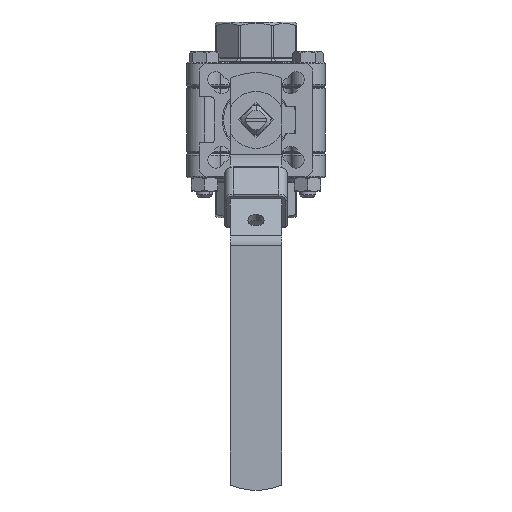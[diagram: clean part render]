
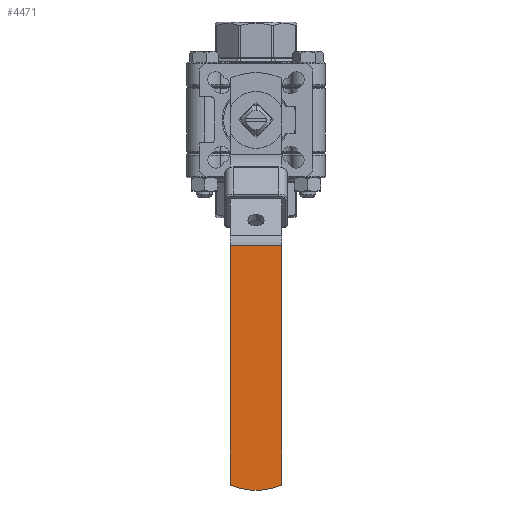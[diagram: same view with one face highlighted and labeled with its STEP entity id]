
A CAD part, left-side view. The second image highlights one B-rep face of the part: STEP entity #4471.
In plain terms, the highlighted face is planar.
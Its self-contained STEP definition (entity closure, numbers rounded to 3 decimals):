
#4257 = VERTEX_POINT ( 'NONE', #17820 ) ;
#4259 = EDGE_CURVE ( 'NONE', #4257, #4260, #17819, .T. ) ;
#4260 = VERTEX_POINT ( 'NONE', #17815 ) ;
#4276 = VERTEX_POINT ( 'NONE', #17904 ) ;
#4278 = EDGE_CURVE ( 'NONE', #4279, #4276, #17903, .T. ) ;
#4279 = VERTEX_POINT ( 'NONE', #17899 ) ;
#4471 = ADVANCED_FACE ( 'NONE', ( #14558 ), #14563, .F. ) ;
#4472 = EDGE_LOOP ( 'NONE', ( #4473, #4475, #4476, #4478 ) ) ;
#4473 = ORIENTED_EDGE ( 'NONE', *, *, #4474, .T. ) ;
#4474 = EDGE_CURVE ( 'NONE', #4257, #4279, #14610, .T. ) ;
#4475 = ORIENTED_EDGE ( 'NONE', *, *, #4278, .T. ) ;
#4476 = ORIENTED_EDGE ( 'NONE', *, *, #4477, .F. ) ;
#4477 = EDGE_CURVE ( 'NONE', #4260, #4276, #14618, .T. ) ;
#4478 = ORIENTED_EDGE ( 'NONE', *, *, #4259, .F. ) ;
#14532 = DIRECTION ( 'NONE',  ( 0., 0., -1. ) ) ;
#14533 = VECTOR ( 'NONE', #14532, 1000. ) ;
#14534 = CARTESIAN_POINT ( 'NONE',  ( 46.328, 29.5, 9.5 ) ) ;
#14557 = AXIS2_PLACEMENT_3D ( 'NONE', #14613, #14612, #14611 ) ;
#14558 = FACE_OUTER_BOUND ( 'NONE', #4472, .T. ) ;
#14563 = PLANE ( 'NONE',  #14557 ) ;
#14610 = CIRCLE ( 'NONE', #14617, 25. ) ;
#14611 = DIRECTION ( 'NONE',  ( 0., 0., -1. ) ) ;
#14612 = DIRECTION ( 'NONE',  ( 0., -1., 0. ) ) ;
#14613 = CARTESIAN_POINT ( 'NONE',  ( 46.328, 29.5, 9.5 ) ) ;
#14614 = DIRECTION ( 'NONE',  ( 0., 0., 1. ) ) ;
#14615 = DIRECTION ( 'NONE',  ( 0., 1., 0. ) ) ;
#14616 = CARTESIAN_POINT ( 'NONE',  ( 112., 29.5, 0. ) ) ;
#14617 = AXIS2_PLACEMENT_3D ( 'NONE', #14616, #14615, #14614 ) ;
#14618 = LINE ( 'NONE', #14534, #14533 ) ;
#17815 = CARTESIAN_POINT ( 'NONE',  ( 46.328, 29.5, 9.5 ) ) ;
#17816 = DIRECTION ( 'NONE',  ( -1., 0., 0. ) ) ;
#17817 = VECTOR ( 'NONE', #17816, 1000. ) ;
#17818 = CARTESIAN_POINT ( 'NONE',  ( 46.328, 29.5, 9.5 ) ) ;
#17819 = LINE ( 'NONE', #17818, #17817 ) ;
#17820 = CARTESIAN_POINT ( 'NONE',  ( 135.125, 29.5, 9.5 ) ) ;
#17899 = CARTESIAN_POINT ( 'NONE',  ( 135.125, 29.5, -9.5 ) ) ;
#17900 = DIRECTION ( 'NONE',  ( -1., 0., 0. ) ) ;
#17901 = VECTOR ( 'NONE', #17900, 1000. ) ;
#17902 = CARTESIAN_POINT ( 'NONE',  ( 46.328, 29.5, -9.5 ) ) ;
#17903 = LINE ( 'NONE', #17902, #17901 ) ;
#17904 = CARTESIAN_POINT ( 'NONE',  ( 46.328, 29.5, -9.5 ) ) ;
